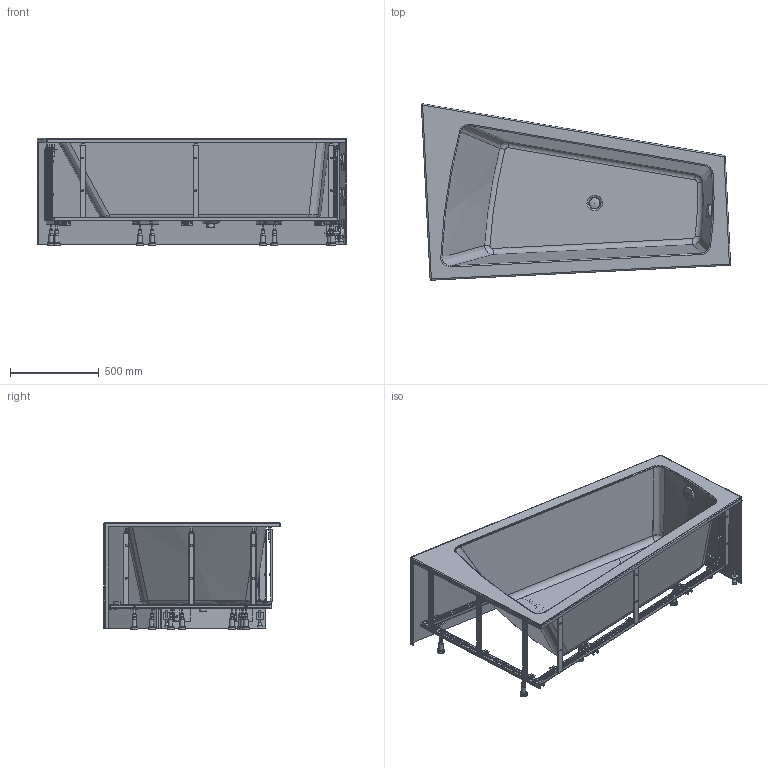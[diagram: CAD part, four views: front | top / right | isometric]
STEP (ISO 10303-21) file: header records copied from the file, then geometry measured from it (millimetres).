
FILE_DESCRIPTION((''),'2;1');
FILE_NAME('700265.stp','2011-05-29T22:16:47',('Administrator'),(''),'Autodesk Inventor 2011','Autodesk Inventor 2011','');
FILE_SCHEMA(('AUTOMOTIVE_DESIGN { 1 0 10303 214 1 1 1 1 }'));
Length unit declared in the file: millimetre
Products named in the file (25): 700265; Alu-Schiene; Stellfuss 130; Connecting bar small; 405 mit Magnet; Strebe 405 ohne Magnete; C-Profil; 910; 800; 530; 270; 260; 430; Product7; Magnet mir Kugelkopf; Winkel 70x70x32; Badewanne; Revisionspanel1; Stellfuss 130 Rü; Stellfuss 130 Rü2; Stellfuss 130 Fu2; Stellfuss 130 Fu; Drehgriff-eoos; Kelch; Stopfen
Assembly tree (35 placements, depth 3):
  700265
    Alu-Schiene
    Stellfuss 130  x4
    Connecting bar small  x3
    405 mit Magnet  x2
    Strebe 405 ohne Magnete  x3
    C-Profil
    910
    800
    530
    270
    260
    430  x3
    Product7  x2
      Magnet mir Kugelkopf
      Winkel 70x70x32
    Badewanne
    Revisionspanel1
    Stellfuss 130 Rü
    Stellfuss 130 Rü2
    Stellfuss 130 Fu2
    Stellfuss 130 Fu
    Drehgriff-eoos
    Kelch
    Stopfen
Bounding box: 1747.19 x 997.02 x 605.59 mm (x, y, z)
Volume: 24370133 mm3; surface area: 10206784.3 mm2
Topology: 53 solids, 61 shells, 2122 faces, 5223 edges, 3402 vertices
Faces by surface type: plane 1366, cylinder 618, bspline 93, cone 31, torus 10, sphere 4
Full cylindrical faces by diameter (mm): 6 x22, 6.647 x2, 8 x67, 8.3 x8, 8.5 x8, 9.2 x1, 10 x8, 10.5 x2, 11 x24, 12 x13, 13 x9, 14.5 x2, 16 x15, 19 x8, 20 x10, 21 x2, 22 x4, 25 x10, 30 x8, 35 x8, 36 x8, 40 x8, 42 x1, 44 x7, 45 x6, 49 x2, 50 x4, 52 x2, 60 x1
Entity records: 50575 total; most frequent: CARTESIAN_POINT 14319, DIRECTION 7386, ORIENTED_EDGE 7054, EDGE_CURVE 3527, AXIS2_PLACEMENT_3D 2525, VERTEX_POINT 2388, VECTOR 2336, LINE 2336
